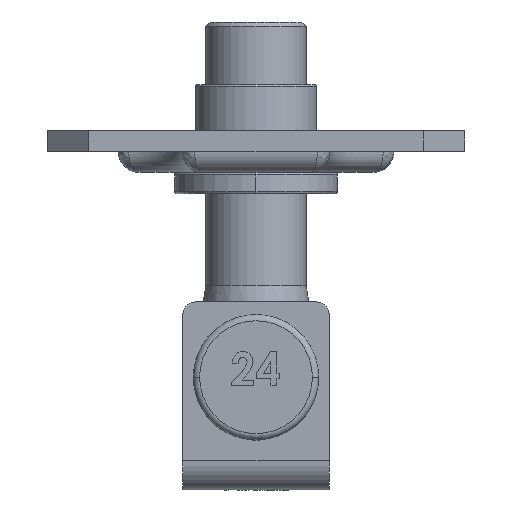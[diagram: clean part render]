
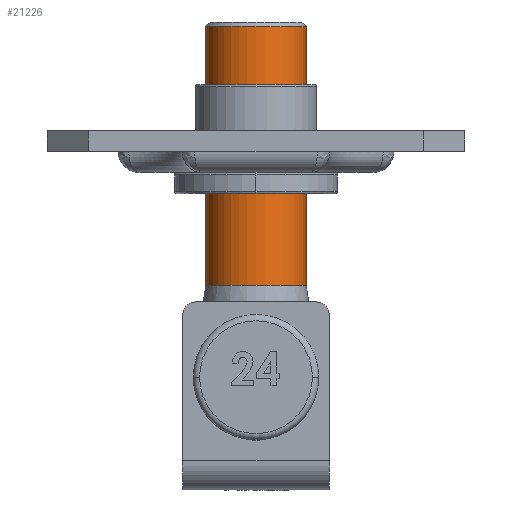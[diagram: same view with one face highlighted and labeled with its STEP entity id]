
A CAD part, front view. The second image highlights one B-rep face of the part: STEP entity #21226.
In plain terms, the highlighted cylindrical face has radius 12 mm (diameter 24 mm), a partial arc.
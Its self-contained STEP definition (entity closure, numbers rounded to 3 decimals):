
#109 = AXIS2_PLACEMENT_3D ( 'NONE', #5664, #2571, #14592 ) ;
#2343 = VECTOR ( 'NONE', #18417, 1000. ) ;
#2419 = VERTEX_POINT ( 'NONE', #9061 ) ;
#2571 = DIRECTION ( 'NONE',  ( 0., 0., 1. ) ) ;
#2844 = CYLINDRICAL_SURFACE ( 'NONE', #12370, 12. ) ;
#2936 = CARTESIAN_POINT ( 'NONE',  ( 12., 0., 22. ) ) ;
#4020 = CARTESIAN_POINT ( 'NONE',  ( 12., 0., 84. ) ) ;
#4347 = EDGE_CURVE ( 'NONE', #21534, #17535, #14208, .T. ) ;
#4513 = ORIENTED_EDGE ( 'NONE', *, *, #4347, .T. ) ;
#4553 = DIRECTION ( 'NONE',  ( 0., 0., 1. ) ) ;
#4694 = DIRECTION ( 'NONE',  ( 0., 0., 1. ) ) ;
#5664 = CARTESIAN_POINT ( 'NONE',  ( 0., 0., 22. ) ) ;
#5685 = EDGE_CURVE ( 'NONE', #14969, #17535, #14958, .T. ) ;
#6347 = ORIENTED_EDGE ( 'NONE', *, *, #8580, .T. ) ;
#6708 = DIRECTION ( 'NONE',  ( 1., 0., 0. ) ) ;
#8216 = CARTESIAN_POINT ( 'NONE',  ( -12., 0., 22. ) ) ;
#8580 = EDGE_CURVE ( 'NONE', #2419, #21534, #17645, .T. ) ;
#9061 = CARTESIAN_POINT ( 'NONE',  ( -12., 0., 22. ) ) ;
#9287 = VECTOR ( 'NONE', #4694, 1000. ) ;
#10226 = DIRECTION ( 'NONE',  ( 0., 0., -1. ) ) ;
#10365 = ORIENTED_EDGE ( 'NONE', *, *, #13729, .T. ) ;
#10645 = CIRCLE ( 'NONE', #109, 12. ) ;
#12012 = FACE_OUTER_BOUND ( 'NONE', #15266, .T. ) ;
#12133 = ORIENTED_EDGE ( 'NONE', *, *, #5685, .F. ) ;
#12370 = AXIS2_PLACEMENT_3D ( 'NONE', #16106, #4553, #18387 ) ;
#13729 = EDGE_CURVE ( 'NONE', #14969, #2419, #10645, .T. ) ;
#14208 = CIRCLE ( 'NONE', #17668, 12. ) ;
#14592 = DIRECTION ( 'NONE',  ( 1., 0., 0. ) ) ;
#14958 = LINE ( 'NONE', #2936, #2343 ) ;
#14969 = VERTEX_POINT ( 'NONE', #20606 ) ;
#15266 = EDGE_LOOP ( 'NONE', ( #10365, #6347, #4513, #12133 ) ) ;
#16106 = CARTESIAN_POINT ( 'NONE',  ( 0., 0., 22. ) ) ;
#17535 = VERTEX_POINT ( 'NONE', #4020 ) ;
#17645 = LINE ( 'NONE', #8216, #9287 ) ;
#17668 = AXIS2_PLACEMENT_3D ( 'NONE', #20330, #10226, #6708 ) ;
#18387 = DIRECTION ( 'NONE',  ( 1., 0., 0. ) ) ;
#18417 = DIRECTION ( 'NONE',  ( 0., 0., 1. ) ) ;
#20330 = CARTESIAN_POINT ( 'NONE',  ( 0., 0., 84. ) ) ;
#20606 = CARTESIAN_POINT ( 'NONE',  ( 12., 0., 22. ) ) ;
#20972 = CARTESIAN_POINT ( 'NONE',  ( -12., 0., 84. ) ) ;
#21226 = ADVANCED_FACE ( 'NONE', ( #12012 ), #2844, .T. ) ;
#21534 = VERTEX_POINT ( 'NONE', #20972 ) ;
